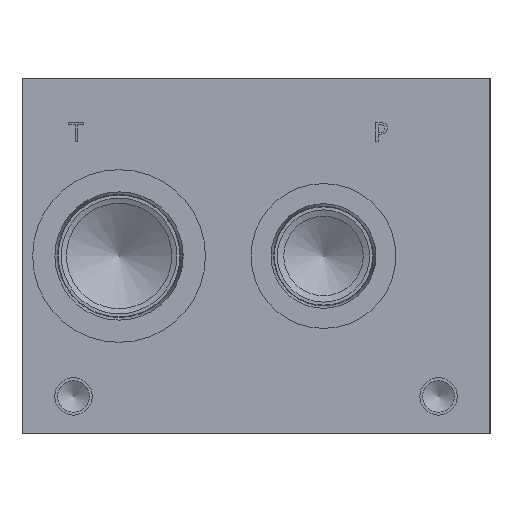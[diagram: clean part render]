
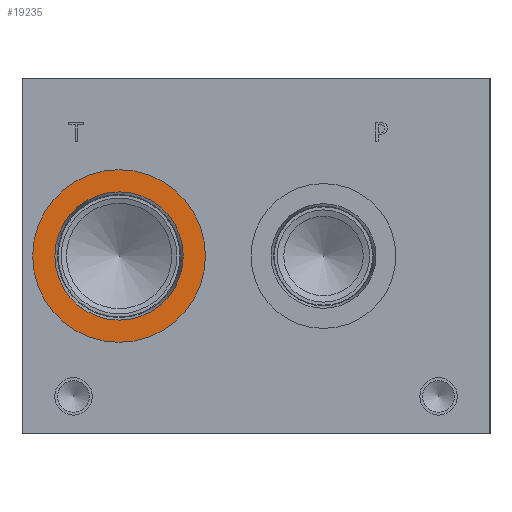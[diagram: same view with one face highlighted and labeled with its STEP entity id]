
A CAD part, left-side view. The second image highlights one B-rep face of the part: STEP entity #19235.
In plain terms, the highlighted planar face has unit normal (-1, 0, 0).
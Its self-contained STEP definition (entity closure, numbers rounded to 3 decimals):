
#929=CIRCLE('',#20428,29.286);
#930=CIRCLE('',#20429,29.286);
#931=CIRCLE('',#20431,21.755);
#932=CIRCLE('',#20432,21.755);
#1806=FACE_BOUND('',#3884,.T.);
#2738=FACE_OUTER_BOUND('',#3883,.T.);
#3883=EDGE_LOOP('',(#16307,#16308));
#3884=EDGE_LOOP('',(#16309,#16310));
#8827=VERTEX_POINT('',#32836);
#8828=VERTEX_POINT('',#32838);
#8829=VERTEX_POINT('',#32842);
#8830=VERTEX_POINT('',#32843);
#11435=EDGE_CURVE('',#8827,#8828,#929,.T.);
#11436=EDGE_CURVE('',#8828,#8827,#930,.T.);
#11437=EDGE_CURVE('',#8829,#8830,#931,.T.);
#11438=EDGE_CURVE('',#8830,#8829,#932,.T.);
#16307=ORIENTED_EDGE('',*,*,#11436,.F.);
#16308=ORIENTED_EDGE('',*,*,#11435,.F.);
#16309=ORIENTED_EDGE('',*,*,#11437,.T.);
#16310=ORIENTED_EDGE('',*,*,#11438,.T.);
#17778=PLANE('',#20430);
#19235=ADVANCED_FACE('',(#2738,#1806),#17778,.F.);
#20428=AXIS2_PLACEMENT_3D('',#32839,#24365,#24366);
#20429=AXIS2_PLACEMENT_3D('',#32840,#24367,#24368);
#20430=AXIS2_PLACEMENT_3D('',#32841,#24369,#24370);
#20431=AXIS2_PLACEMENT_3D('',#32844,#24371,#24372);
#20432=AXIS2_PLACEMENT_3D('',#32845,#24373,#24374);
#24365=DIRECTION('center_axis',(1.,0.,0.));
#24366=DIRECTION('ref_axis',(0.,0.,-1.));
#24367=DIRECTION('center_axis',(1.,0.,0.));
#24368=DIRECTION('ref_axis',(0.,0.,-1.));
#24369=DIRECTION('center_axis',(1.,0.,0.));
#24370=DIRECTION('ref_axis',(0.,0.,-1.));
#24371=DIRECTION('center_axis',(1.,0.,0.));
#24372=DIRECTION('ref_axis',(0.,0.,-1.));
#24373=DIRECTION('center_axis',(1.,0.,0.));
#24374=DIRECTION('ref_axis',(0.,0.,-1.));
#32836=CARTESIAN_POINT('',(0.787,125.832,31.039));
#32838=CARTESIAN_POINT('',(0.787,125.832,89.611));
#32839=CARTESIAN_POINT('Origin',(0.787,125.832,60.325));
#32840=CARTESIAN_POINT('Origin',(0.787,125.832,60.325));
#32841=CARTESIAN_POINT('Origin',(0.787,125.832,82.08));
#32842=CARTESIAN_POINT('',(0.787,125.832,82.08));
#32843=CARTESIAN_POINT('',(0.787,125.832,38.57));
#32844=CARTESIAN_POINT('Origin',(0.787,125.832,60.325));
#32845=CARTESIAN_POINT('Origin',(0.787,125.832,60.325));
